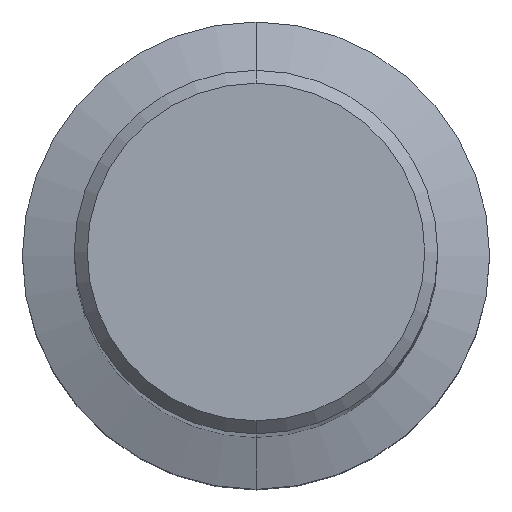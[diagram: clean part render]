
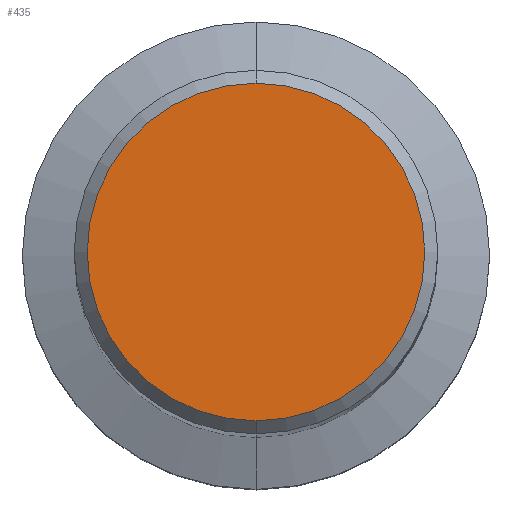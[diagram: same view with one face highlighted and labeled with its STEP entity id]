
A CAD part, top view. The second image highlights one B-rep face of the part: STEP entity #435.
In plain terms, the highlighted planar face has unit normal (0, 0, 1).
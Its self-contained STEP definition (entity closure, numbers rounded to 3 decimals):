
#257=VERTEX_POINT('',#614);
#259=EDGE_CURVE('',#499,#257,#616,.T.);
#405=EDGE_CURVE('',#257,#499,#775,.T.);
#435=ADVANCED_FACE('',(#808),#809,.T.);
#499=VERTEX_POINT('',#885);
#614=CARTESIAN_POINT('',(0.0,13.0,0.0));
#616=CIRCLE('',#1100,13.0);
#775=CIRCLE('',#1569,13.0);
#808=FACE_OUTER_BOUND('',#1632,.T.);
#809=PLANE('',#1633);
#885=CARTESIAN_POINT('',(0.,-13.0,0.0));
#1100=AXIS2_PLACEMENT_3D('',#1851,#1852,#1853);
#1569=AXIS2_PLACEMENT_3D('',#2015,#2016,#2017);
#1632=EDGE_LOOP('',(#2056,#2057));
#1633=AXIS2_PLACEMENT_3D('',#2058,#2059,#2060);
#1851=CARTESIAN_POINT('',(0.0,0.0,0.0));
#1852=DIRECTION('',(0.0,0.0,-1.0));
#1853=DIRECTION('',(0.0,1.0,0.0));
#2015=CARTESIAN_POINT('',(0.0,0.0,0.0));
#2016=DIRECTION('',(0.0,0.0,-1.0));
#2017=DIRECTION('',(0.0,1.0,0.0));
#2056=ORIENTED_EDGE('',*,*,#405,.F.);
#2057=ORIENTED_EDGE('',*,*,#259,.F.);
#2058=CARTESIAN_POINT('',(0.0,6.5,0.0));
#2059=DIRECTION('',(-0.0,0.0,1.0));
#2060=DIRECTION('',(0.0,-1.0,0.0));
